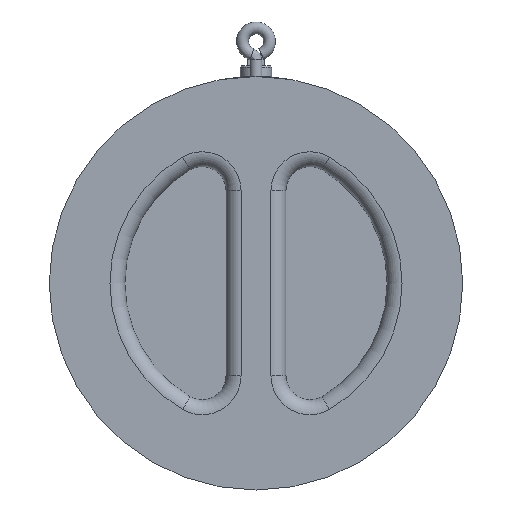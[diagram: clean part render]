
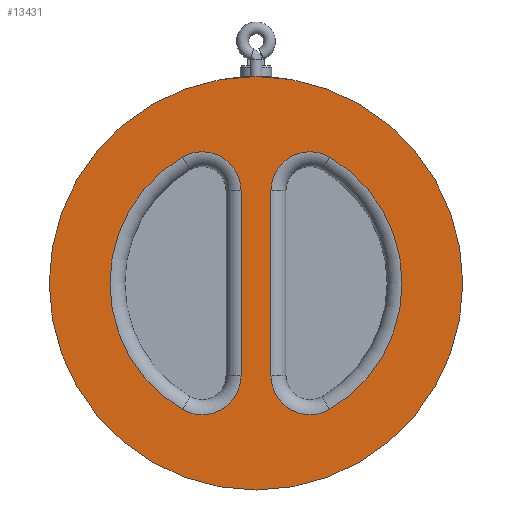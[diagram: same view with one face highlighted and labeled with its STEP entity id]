
A CAD part, front view. The second image highlights one B-rep face of the part: STEP entity #13431.
In plain terms, the highlighted planar face has unit normal (0, -1, 0).
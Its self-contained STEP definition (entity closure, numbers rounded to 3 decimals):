
#12566=CARTESIAN_POINT('',(-138.0,-44.5,-0.002));
#12567=VERTEX_POINT('',#12566);
#12568=CARTESIAN_POINT('',(0.0,-44.5,-0.002));
#12569=DIRECTION('',(0.0,1.0,0.0));
#12570=DIRECTION('',(-1.0,0.0,0.0));
#12571=AXIS2_PLACEMENT_3D('',#12568,#12569,#12570);
#12572=CIRCLE('',#12571,138.0);
#12573=EDGE_CURVE('',#12567,#12567,#12572,.T.);
#13282=CARTESIAN_POINT('',(-10.,-44.5,61.774));
#13283=VERTEX_POINT('',#13282);
#13292=CARTESIAN_POINT('',(-10.,-44.5,-61.778));
#13293=VERTEX_POINT('',#13292);
#13301=CARTESIAN_POINT('',(-10.,-44.5,-61.778));
#13302=DIRECTION('',(0.0,0.0,1.0));
#13303=VECTOR('',#13302,123.552);
#13304=LINE('',#13301,#13303);
#13305=EDGE_CURVE('',#13293,#13283,#13304,.T.);
#13316=CARTESIAN_POINT('',(-49.091,-44.5,84.238));
#13317=VERTEX_POINT('',#13316);
#13318=CARTESIAN_POINT('',(-36.,-44.5,61.774));
#13319=DIRECTION('',(0.0,-1.0,0.0));
#13320=DIRECTION('',(0.498,0.0,0.867));
#13321=AXIS2_PLACEMENT_3D('',#13318,#13319,#13320);
#13322=CIRCLE('',#13321,26.);
#13323=EDGE_CURVE('',#13283,#13317,#13322,.T.);
#13343=CARTESIAN_POINT('',(-49.091,-44.5,-84.242));
#13344=VERTEX_POINT('',#13343);
#13352=CARTESIAN_POINT('',(-36.,-44.5,-61.778));
#13353=DIRECTION('',(0.0,-1.0,0.0));
#13354=DIRECTION('',(0.498,0.0,-0.867));
#13355=AXIS2_PLACEMENT_3D('',#13352,#13353,#13354);
#13356=CIRCLE('',#13355,26.);
#13357=EDGE_CURVE('',#13344,#13293,#13356,.T.);
#13370=CARTESIAN_POINT('',(0.0,-44.5,-0.002));
#13371=DIRECTION('',(0.0,-1.0,0.0));
#13372=DIRECTION('',(-1.0,0.0,0.0));
#13373=AXIS2_PLACEMENT_3D('',#13370,#13371,#13372);
#13374=CIRCLE('',#13373,97.5);
#13375=EDGE_CURVE('',#13317,#13344,#13374,.T.);
#13380=CARTESIAN_POINT('',(-112.75,-44.5,-0.002));
#13381=DIRECTION('',(0.0,-1.0,0.0));
#13382=DIRECTION('',(0.0,0.0,-1.0));
#13383=AXIS2_PLACEMENT_3D('',#13380,#13381,#13382);
#13384=PLANE('',#13383);
#13385=ORIENTED_EDGE('',*,*,#12573,.F.);
#13386=EDGE_LOOP('',(#13385));
#13387=FACE_OUTER_BOUND('',#13386,.T.);
#13388=ORIENTED_EDGE('',*,*,#13375,.F.);
#13389=ORIENTED_EDGE('',*,*,#13323,.F.);
#13390=ORIENTED_EDGE('',*,*,#13305,.F.);
#13391=ORIENTED_EDGE('',*,*,#13357,.F.);
#13392=EDGE_LOOP('',(#13388,#13389,#13390,#13391));
#13393=FACE_BOUND('',#13392,.T.);
#13394=CARTESIAN_POINT('',(10.,-44.5,61.774));
#13395=VERTEX_POINT('',#13394);
#13396=CARTESIAN_POINT('',(10.,-44.5,-61.778));
#13397=VERTEX_POINT('',#13396);
#13398=CARTESIAN_POINT('',(10.,-44.5,61.774));
#13399=DIRECTION('',(0.0,0.0,-1.0));
#13400=VECTOR('',#13399,123.552);
#13401=LINE('',#13398,#13400);
#13402=EDGE_CURVE('',#13395,#13397,#13401,.T.);
#13403=ORIENTED_EDGE('',*,*,#13402,.F.);
#13404=CARTESIAN_POINT('',(49.091,-44.5,84.238));
#13405=VERTEX_POINT('',#13404);
#13406=CARTESIAN_POINT('',(36.0,-44.5,61.774));
#13407=DIRECTION('',(0.0,-1.,0.0));
#13408=DIRECTION('',(-0.498,0.0,0.867));
#13409=AXIS2_PLACEMENT_3D('',#13406,#13407,#13408);
#13410=CIRCLE('',#13409,26.);
#13411=EDGE_CURVE('',#13405,#13395,#13410,.T.);
#13412=ORIENTED_EDGE('',*,*,#13411,.F.);
#13413=CARTESIAN_POINT('',(49.091,-44.5,-84.242));
#13414=VERTEX_POINT('',#13413);
#13415=CARTESIAN_POINT('',(0.0,-44.5,-0.002));
#13416=DIRECTION('',(0.0,-1.0,0.0));
#13417=DIRECTION('',(1.0,0.0,0.0));
#13418=AXIS2_PLACEMENT_3D('',#13415,#13416,#13417);
#13419=CIRCLE('',#13418,97.5);
#13420=EDGE_CURVE('',#13414,#13405,#13419,.T.);
#13421=ORIENTED_EDGE('',*,*,#13420,.F.);
#13422=CARTESIAN_POINT('',(36.0,-44.5,-61.778));
#13423=DIRECTION('',(0.0,-1.,0.0));
#13424=DIRECTION('',(-0.498,0.0,-0.867));
#13425=AXIS2_PLACEMENT_3D('',#13422,#13423,#13424);
#13426=CIRCLE('',#13425,26.);
#13427=EDGE_CURVE('',#13397,#13414,#13426,.T.);
#13428=ORIENTED_EDGE('',*,*,#13427,.F.);
#13429=EDGE_LOOP('',(#13403,#13412,#13421,#13428));
#13430=FACE_BOUND('',#13429,.T.);
#13431=ADVANCED_FACE('',(#13387,#13393,#13430),#13384,.T.);
